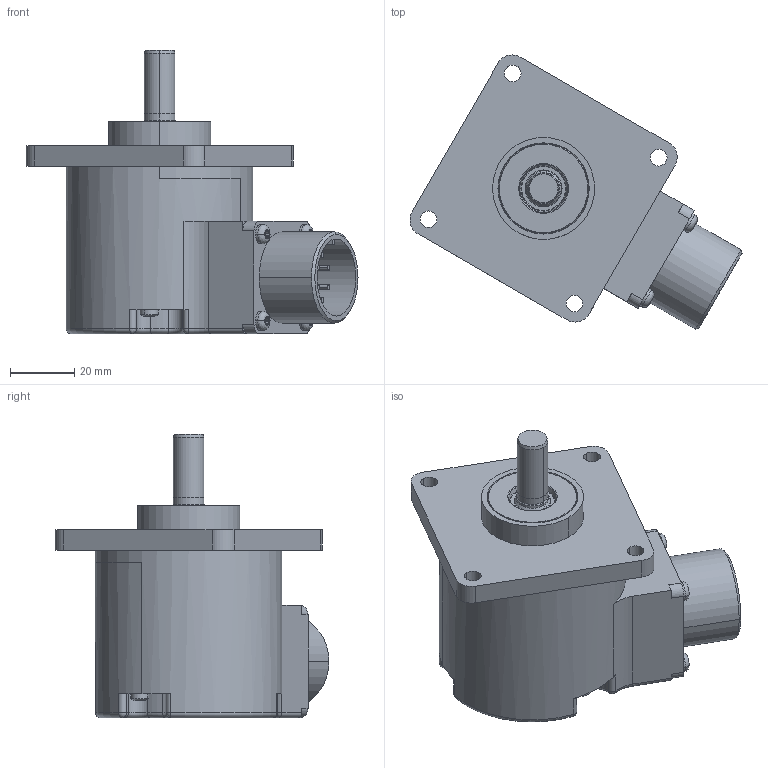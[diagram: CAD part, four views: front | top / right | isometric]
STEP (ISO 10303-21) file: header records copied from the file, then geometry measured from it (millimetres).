
FILE_DESCRIPTION((''),'2;1');
FILE_NAME('533899','2010-11-10T',('se2802'),(''),'PRO/ENGINEER BY PARAMETRIC TECHNOLOGY CORPORATION, 2010180','PRO/ENGINEER BY PARAMETRIC TECHNOLOGY CORPORATION, 2010180','');
FILE_SCHEMA(('CONFIG_CONTROL_DESIGN'));
Length unit declared in the file: millimetre
Products named in the file (1): 533899
Bounding box: 103.24 x 85.2 x 88.2 mm (x, y, z)
Volume: 192160.8 mm3; surface area: 29335.7 mm2
Topology: 1 solids, 2 shells, 1228 faces, 3295 edges, 2166 vertices
Faces by surface type: plane 568, extrusion 324, cylinder 267, torus 37, cone 12, sphere 12, bspline 8
Entity records: 42313 total; most frequent: CARTESIAN_POINT 12280, ORIENTED_EDGE 6590, DIRECTION 5456, EDGE_CURVE 3295, VERTEX_POINT 2166, VECTOR 2034, AXIS2_PLACEMENT_3D 1711, LINE 1710
